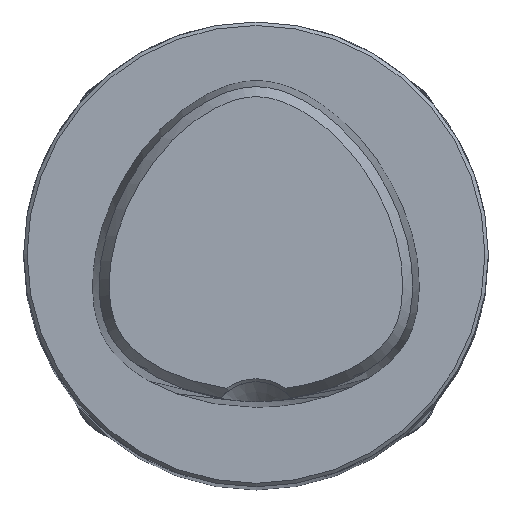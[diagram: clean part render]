
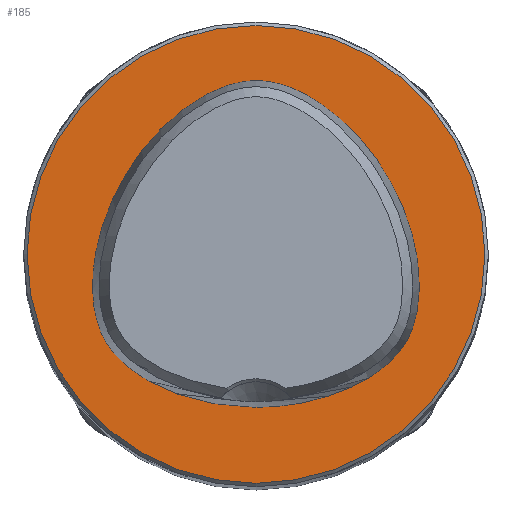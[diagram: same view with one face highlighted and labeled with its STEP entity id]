
A CAD part, top view. The second image highlights one B-rep face of the part: STEP entity #185.
In plain terms, the highlighted planar face has unit normal (0, 0, 1).
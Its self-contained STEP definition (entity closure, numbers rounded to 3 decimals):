
#131=FACE_BOUND('',#295,.T.);
#132=FACE_BOUND('',#296,.T.);
#185=ADVANCED_FACE('CU_E_LO_SU_1',(#131,#132),#236,.F.);
#236=PLANE('',#806);
#295=EDGE_LOOP('',(#448));
#296=EDGE_LOOP('',(#449));
#374=CIRCLE('',#805,19.7);
#448=ORIENTED_EDGE('',*,*,#652,.T.);
#449=ORIENTED_EDGE('',*,*,#690,.T.);
#583=VERTEX_POINT('',#1432);
#620=VERTEX_POINT('',#1881);
#652=EDGE_CURVE('',#583,#583,#739,.T.);
#690=EDGE_CURVE('',#620,#620,#374,.T.);
#739=B_SPLINE_CURVE_WITH_KNOTS('',3,(#1373,#1374,#1375,#1376,#1377,#1378,
#1379,#1380,#1381,#1382,#1383,#1384,#1385,#1386,#1387,#1388,#1389,#1390,
#1391,#1392,#1393,#1394,#1395,#1396,#1397,#1398,#1399,#1400,#1401,#1402,
#1403,#1404,#1405,#1406,#1407,#1408,#1409,#1410,#1411,#1412,#1413,#1414,
#1415,#1416,#1417,#1418,#1419,#1420,#1421,#1422,#1423,#1424,#1425,#1426,
#1427,#1428,#1429,#1430,#1431),.UNSPECIFIED.,.T.,.F.,(1,1,2,1,1,1,1,1,1,
1,1,1,1,1,1,1,1,1,1,1,1,1,1,1,1,1,1,1,1,1,1,1,1,1,1,1,1,1,1,1,1,1,1,1,1,
1,1,1,1,1,1,1,1,1,1,1,1,1,2,1,1),(-0.063,-0.031,0.,0.031,0.063,0.078,
0.094,0.109,0.125,0.141,0.156,0.164,0.172,0.188,0.203,
0.219,0.234,0.25,0.266,0.281,0.313,0.344,0.375,0.406,0.422,
0.438,0.453,0.469,0.484,0.492,0.5,0.508,0.516,0.531,
0.547,0.563,0.578,0.594,0.625,0.656,0.688,0.719,0.734,
0.75,0.766,0.781,0.797,0.813,0.828,0.836,0.844,0.859,
0.875,0.891,0.906,0.922,0.938,0.969,1.,1.031,1.063),
 .UNSPECIFIED.);
#805=AXIS2_PLACEMENT_3D('',#1880,#924,#925);
#806=AXIS2_PLACEMENT_3D('',#1882,#926,#927);
#924=DIRECTION('',(0.,0.,1.));
#925=DIRECTION('',(1.,0.,0.));
#926=DIRECTION('',(0.,0.,-1.));
#927=DIRECTION('',(-1.,0.,0.));
#1373=CARTESIAN_POINT('',(0.918,-13.163,0.));
#1374=CARTESIAN_POINT('',(-0.918,-13.163,0.));
#1375=CARTESIAN_POINT('',(-2.757,-13.044,0.));
#1376=CARTESIAN_POINT('',(-5.016,-12.593,0.));
#1377=CARTESIAN_POINT('',(-6.771,-12.041,0.));
#1378=CARTESIAN_POINT('',(-8.052,-11.525,0.));
#1379=CARTESIAN_POINT('',(-9.285,-10.903,0.));
#1380=CARTESIAN_POINT('',(-10.454,-10.163,0.));
#1381=CARTESIAN_POINT('',(-11.533,-9.294,0.));
#1382=CARTESIAN_POINT('',(-12.321,-8.445,0.));
#1383=CARTESIAN_POINT('',(-12.849,-7.686,0.));
#1384=CARTESIAN_POINT('',(-13.298,-6.877,0.));
#1385=CARTESIAN_POINT('',(-13.703,-5.79,0.));
#1386=CARTESIAN_POINT('',(-13.977,-4.431,0.));
#1387=CARTESIAN_POINT('',(-14.082,-3.051,0.));
#1388=CARTESIAN_POINT('',(-14.047,-1.669,0.));
#1389=CARTESIAN_POINT('',(-13.89,-0.297,0.));
#1390=CARTESIAN_POINT('',(-13.625,1.057,0.));
#1391=CARTESIAN_POINT('',(-13.139,2.831,0.));
#1392=CARTESIAN_POINT('',(-12.303,4.977,0.));
#1393=CARTESIAN_POINT('',(-10.973,7.399,0.));
#1394=CARTESIAN_POINT('',(-9.342,9.629,0.));
#1395=CARTESIAN_POINT('',(-7.743,11.289,0.));
#1396=CARTESIAN_POINT('',(-6.325,12.462,0.));
#1397=CARTESIAN_POINT('',(-5.192,13.252,0.));
#1398=CARTESIAN_POINT('',(-3.99,13.935,0.));
#1399=CARTESIAN_POINT('',(-2.721,14.486,0.));
#1400=CARTESIAN_POINT('',(-1.608,14.803,0.));
#1401=CARTESIAN_POINT('',(-0.693,14.939,0.));
#1402=CARTESIAN_POINT('',(0.,14.975,0.));
#1403=CARTESIAN_POINT('',(0.693,14.939,0.));
#1404=CARTESIAN_POINT('',(1.608,14.803,0.));
#1405=CARTESIAN_POINT('',(2.721,14.486,0.));
#1406=CARTESIAN_POINT('',(3.99,13.935,0.));
#1407=CARTESIAN_POINT('',(5.192,13.252,0.));
#1408=CARTESIAN_POINT('',(6.325,12.462,0.));
#1409=CARTESIAN_POINT('',(7.743,11.289,0.));
#1410=CARTESIAN_POINT('',(9.342,9.629,0.));
#1411=CARTESIAN_POINT('',(10.973,7.399,0.));
#1412=CARTESIAN_POINT('',(12.303,4.977,0.));
#1413=CARTESIAN_POINT('',(13.139,2.831,0.));
#1414=CARTESIAN_POINT('',(13.625,1.057,0.));
#1415=CARTESIAN_POINT('',(13.89,-0.297,0.));
#1416=CARTESIAN_POINT('',(14.047,-1.669,0.));
#1417=CARTESIAN_POINT('',(14.082,-3.051,0.));
#1418=CARTESIAN_POINT('',(13.977,-4.431,0.));
#1419=CARTESIAN_POINT('',(13.703,-5.79,0.));
#1420=CARTESIAN_POINT('',(13.298,-6.877,0.));
#1421=CARTESIAN_POINT('',(12.849,-7.686,0.));
#1422=CARTESIAN_POINT('',(12.321,-8.445,0.));
#1423=CARTESIAN_POINT('',(11.533,-9.294,0.));
#1424=CARTESIAN_POINT('',(10.454,-10.163,0.));
#1425=CARTESIAN_POINT('',(9.285,-10.903,0.));
#1426=CARTESIAN_POINT('',(8.052,-11.525,0.));
#1427=CARTESIAN_POINT('',(6.771,-12.041,0.));
#1428=CARTESIAN_POINT('',(5.016,-12.593,0.));
#1429=CARTESIAN_POINT('',(2.757,-13.044,0.));
#1430=CARTESIAN_POINT('',(0.918,-13.163,0.));
#1431=CARTESIAN_POINT('',(-0.918,-13.163,0.));
#1432=CARTESIAN_POINT('',(0.,-13.163,0.));
#1880=CARTESIAN_POINT('',(0.,0.,0.));
#1881=CARTESIAN_POINT('',(19.7,0.,0.));
#1882=CARTESIAN_POINT('',(0.,0.895,0.));
